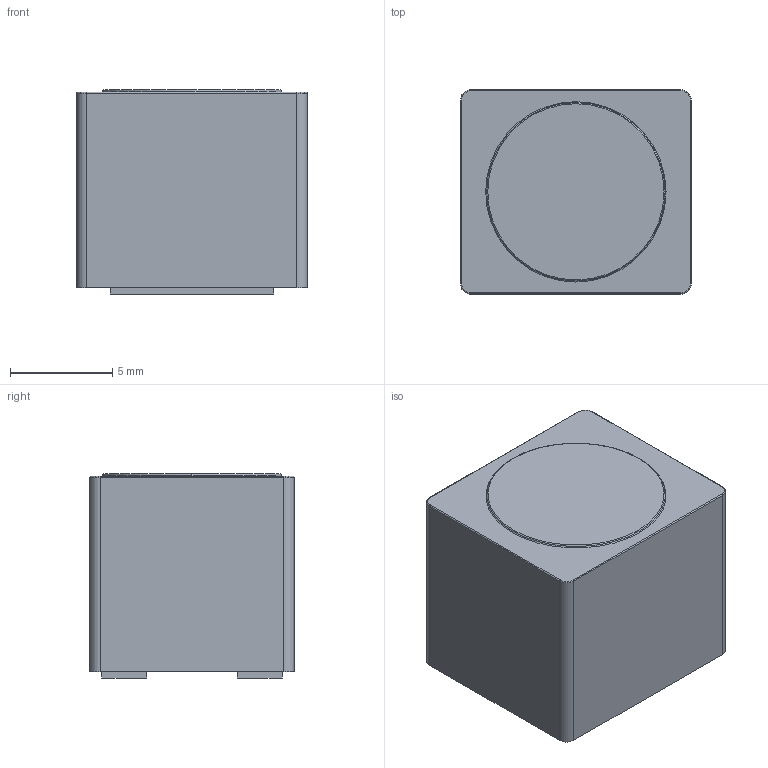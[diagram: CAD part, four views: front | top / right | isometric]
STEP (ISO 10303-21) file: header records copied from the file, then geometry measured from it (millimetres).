
FILE_DESCRIPTION (( 'STEP AP214' ), '1' );
FILE_NAME ('IND-SMD_L11.3-W10.0_XAL1010-332ME.step', '2022-07-08T23:30:05', ( '' ), ( '' ), 'SwSTEP 2.0', 'SolidWorks 2020', '' );
FILE_SCHEMA (( 'AUTOMOTIVE_DESIGN' ));
Length unit declared in the file: millimetre
Products named in the file (1): IND-SMD_L11.3-W10.0_XAL1010-332ME
Bounding box: 11.31 x 10 x 10 mm (x, y, z)
Volume: 1099.3 mm3; surface area: 639.5 mm2
Topology: 1 solids, 1 shells, 316 faces, 845 edges, 560 vertices
Faces by surface type: plane 188, bspline 112, torus 8, cylinder 8
Entity records: 14481 total; most frequent: CARTESIAN_POINT 3826, ORIENTED_EDGE 1690, DIRECTION 1057, EDGE_CURVE 845, LINE 587, VECTOR 587, VERTEX_POINT 560, EDGE_LOOP 345
